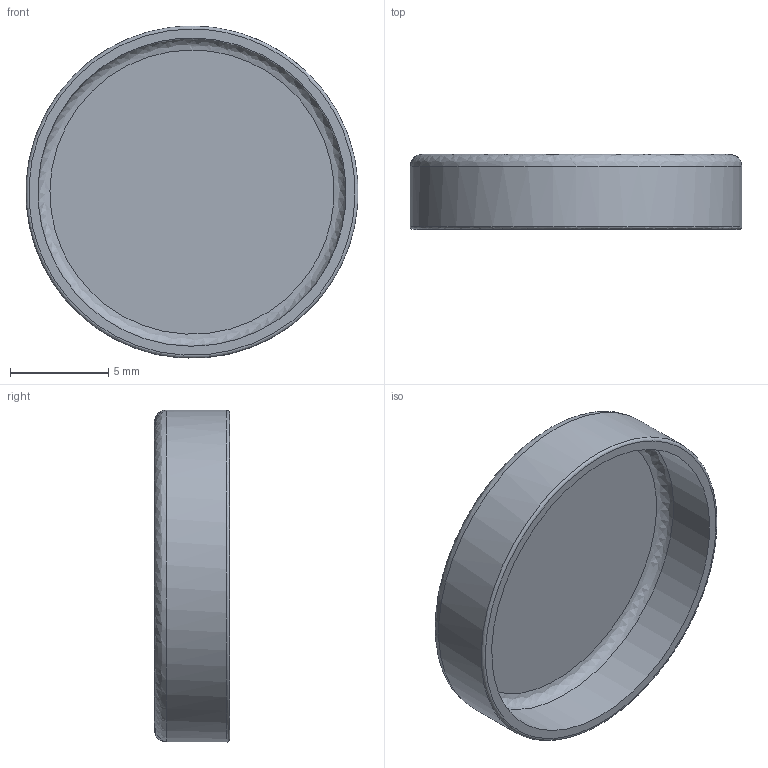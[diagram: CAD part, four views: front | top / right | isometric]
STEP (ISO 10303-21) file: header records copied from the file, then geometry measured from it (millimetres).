
FILE_DESCRIPTION(('FreeCAD Model'),'2;1');
FILE_NAME('Open CASCADE Shape Model','2025-04-29T19:25:07',('FreeCAD'),( 'FreeCAD'),'Open CASCADE STEP processor 7.6','FreeCAD','Unknown');
FILE_SCHEMA(('AUTOMOTIVE_DESIGN { 1 0 10303 214 1 1 1 1 }'));
Length unit declared in the file: millimetre
Products named in the file (1): Open CASCADE STEP translator 7.6 1
Bounding box: 16.88 x 3.82 x 16.88 mm (x, y, z)
Volume: 238.9 mm3; surface area: 778.7 mm2
Topology: 1 solids, 1 shells, 8 faces, 12 edges, 7 vertices
Faces by surface type: bspline 8
Entity records: 284 total; most frequent: CARTESIAN_POINT 193, ORIENTED_EDGE 24, EDGE_CURVE 12, FACE_BOUND 9, EDGE_LOOP 9, ADVANCED_FACE 8, VERTEX_POINT 7, B_SPLINE_SURFACE_WITH_KNOTS 3
